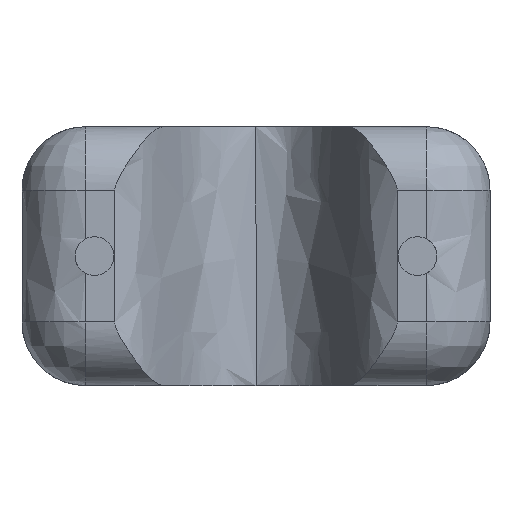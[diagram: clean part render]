
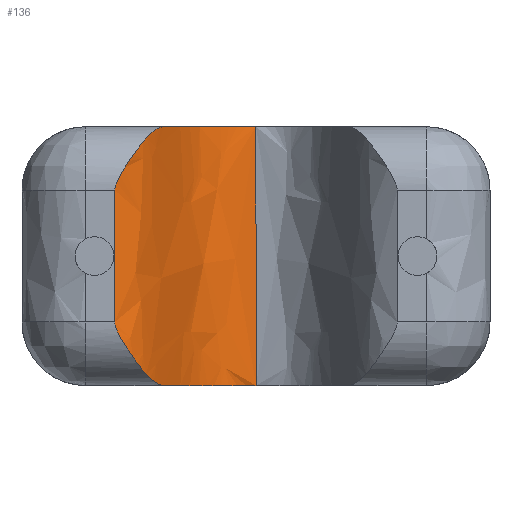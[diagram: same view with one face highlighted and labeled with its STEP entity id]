
A CAD part, front view. The second image highlights one B-rep face of the part: STEP entity #136.
In plain terms, the highlighted free-form (B-spline) face has degree [3, 1] with [4, 2] control points.
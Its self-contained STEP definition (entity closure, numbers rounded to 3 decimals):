
#17 = B_SPLINE_CURVE_WITH_KNOTS ( 'NONE', 3,
 ( #4690, #2483, #3374, #3015, #1561, #798, #778, #4115, #2266, #3734, #435, #1510 ),
 .UNSPECIFIED., .F., .F.,
 ( 4, 2, 2, 2, 2, 4 ),
 ( 0., 0., 0.001, 0.001, 0.002, 0.002 ),
 .UNSPECIFIED. ) ;
#95 = CARTESIAN_POINT ( 'NONE',  ( 1.46, 0., 10. ) ) ;
#136 = ADVANCED_FACE ( 'NONE', ( #2086 ), #1863, .T. ) ;
#317 = LINE ( 'NONE', #95, #3988 ) ;
#327 = VERTEX_POINT ( 'NONE', #4140 ) ;
#435 = CARTESIAN_POINT ( 'NONE',  ( 1.46, 0., 0.926 ) ) ;
#452 = CARTESIAN_POINT ( 'NONE',  ( 1.786, 0.198, 3.681 ) ) ;
#463 = DIRECTION ( 'NONE',  ( 0., 0., -1. ) ) ;
#490 = VERTEX_POINT ( 'NONE', #1572 ) ;
#721 = VERTEX_POINT ( 'NONE', #4383 ) ;
#778 = CARTESIAN_POINT ( 'NONE',  ( 1.712, 0.128, 0.495 ) ) ;
#798 = CARTESIAN_POINT ( 'NONE',  ( 1.786, 0.198, 0.388 ) ) ;
#811 = CARTESIAN_POINT ( 'NONE',  ( 1.991, 0.488, 3.939 ) ) ;
#827 = CARTESIAN_POINT ( 'NONE',  ( 1.46, 0., 3.07 ) ) ;
#846 = CARTESIAN_POINT ( 'NONE',  ( 1.713, 0.128, 3.576 ) ) ;
#848 = B_SPLINE_CURVE_WITH_KNOTS ( 'NONE', 3,
 ( #2771, #4158, #3468, #2021 ),
 .UNSPECIFIED., .F., .F.,
 ( 4, 4 ),
 ( 0., 0.598 ),
 .UNSPECIFIED. ) ;
#1080 = VERTEX_POINT ( 'NONE', #1269 ) ;
#1103 = EDGE_CURVE ( 'NONE', #490, #721, #848, .T. ) ;
#1186 = B_SPLINE_CURVE_WITH_KNOTS ( 'NONE', 3,
 ( #2847, #1369, #4631, #2036 ),
 .UNSPECIFIED., .F., .F.,
 ( 4, 4 ),
 ( 0., 0.598 ),
 .UNSPECIFIED. ) ;
#1269 = CARTESIAN_POINT ( 'NONE',  ( 1.46, 0., 3.07 ) ) ;
#1369 = CARTESIAN_POINT ( 'NONE',  ( 2.868, 2.54, 0. ) ) ;
#1382 = CARTESIAN_POINT ( 'NONE',  ( 2.347, 0.225, 0. ) ) ;
#1510 = CARTESIAN_POINT ( 'NONE',  ( 1.46, 0., 1. ) ) ;
#1513 = VERTEX_POINT ( 'NONE', #4025 ) ;
#1561 = CARTESIAN_POINT ( 'NONE',  ( 1.926, 0.38, 0.205 ) ) ;
#1572 = CARTESIAN_POINT ( 'NONE',  ( 3.68, 2.54, 4.07 ) ) ;
#1574 = CARTESIAN_POINT ( 'NONE',  ( 1.46, 0., 3.145 ) ) ;
#1657 = EDGE_CURVE ( 'NONE', #1080, #721, #4634, .T. ) ;
#1684 = CARTESIAN_POINT ( 'NONE',  ( 1.46, 0., 4.07 ) ) ;
#1766 = ORIENTED_EDGE ( 'NONE', *, *, #1103, .T. ) ;
#1863 = B_SPLINE_SURFACE_WITH_KNOTS ( 'NONE', 3, 1, ( 
 ( #4309, #2082 ),
 ( #3552, #4252 ),
 ( #3949, #1382 ),
 ( #1684, #3535 ) ),
 .UNSPECIFIED., .F., .F., .F.,
 ( 4, 4 ),
 ( 2, 2 ),
 ( 0., 1. ),
 ( 0., 1. ),
 .UNSPECIFIED. ) ;
#1936 = CARTESIAN_POINT ( 'NONE',  ( 2.119, 0.734, 4.043 ) ) ;
#2021 = CARTESIAN_POINT ( 'NONE',  ( 2.237, 1., 4.07 ) ) ;
#2036 = CARTESIAN_POINT ( 'NONE',  ( 2.237, 1., 0. ) ) ;
#2082 = CARTESIAN_POINT ( 'NONE',  ( 3.68, 2.54, 0. ) ) ;
#2086 = FACE_OUTER_BOUND ( 'NONE', #4542, .T. ) ;
#2087 = DIRECTION ( 'NONE',  ( 0., 0., -1. ) ) ;
#2266 = CARTESIAN_POINT ( 'NONE',  ( 1.562, 0.035, 0.729 ) ) ;
#2313 = CARTESIAN_POINT ( 'NONE',  ( 2.178, 0.865, 4.07 ) ) ;
#2329 = CARTESIAN_POINT ( 'NONE',  ( 2.237, 1., 4.07 ) ) ;
#2465 = VERTEX_POINT ( 'NONE', #3915 ) ;
#2483 = CARTESIAN_POINT ( 'NONE',  ( 2.178, 0.865, 0. ) ) ;
#2665 = CARTESIAN_POINT ( 'NONE',  ( 1.561, 0.035, 3.341 ) ) ;
#2771 = CARTESIAN_POINT ( 'NONE',  ( 3.68, 2.54, 4.07 ) ) ;
#2829 = CARTESIAN_POINT ( 'NONE',  ( 3.68, 2.54, 10. ) ) ;
#2847 = CARTESIAN_POINT ( 'NONE',  ( 3.68, 2.54, 0. ) ) ;
#2885 = VECTOR ( 'NONE', #2087, 1000. ) ;
#2972 = ORIENTED_EDGE ( 'NONE', *, *, #3053, .F. ) ;
#3015 = CARTESIAN_POINT ( 'NONE',  ( 1.992, 0.489, 0.13 ) ) ;
#3031 = CARTESIAN_POINT ( 'NONE',  ( 1.6, 0.054, 3.401 ) ) ;
#3053 = EDGE_CURVE ( 'NONE', #490, #1513, #4453, .T. ) ;
#3183 = EDGE_CURVE ( 'NONE', #327, #2465, #17, .T. ) ;
#3285 = ORIENTED_EDGE ( 'NONE', *, *, #1657, .F. ) ;
#3374 = CARTESIAN_POINT ( 'NONE',  ( 2.118, 0.733, 0.027 ) ) ;
#3412 = CARTESIAN_POINT ( 'NONE',  ( 1.927, 0.381, 3.866 ) ) ;
#3468 = CARTESIAN_POINT ( 'NONE',  ( 2.551, 1.713, 4.07 ) ) ;
#3535 = CARTESIAN_POINT ( 'NONE',  ( 1.46, 0., 0. ) ) ;
#3552 = CARTESIAN_POINT ( 'NONE',  ( 2.322, 2.54, 4.07 ) ) ;
#3734 = CARTESIAN_POINT ( 'NONE',  ( 1.493, 0.008, 0.857 ) ) ;
#3746 = ORIENTED_EDGE ( 'NONE', *, *, #3183, .F. ) ;
#3771 = CARTESIAN_POINT ( 'NONE',  ( 1.493, 0.008, 3.214 ) ) ;
#3915 = CARTESIAN_POINT ( 'NONE',  ( 1.46, 0., 1. ) ) ;
#3949 = CARTESIAN_POINT ( 'NONE',  ( 2.347, 0.225, 4.07 ) ) ;
#3988 = VECTOR ( 'NONE', #463, 1000. ) ;
#4025 = CARTESIAN_POINT ( 'NONE',  ( 3.68, 2.54, 0. ) ) ;
#4115 = CARTESIAN_POINT ( 'NONE',  ( 1.599, 0.054, 0.669 ) ) ;
#4140 = CARTESIAN_POINT ( 'NONE',  ( 2.237, 1., 0. ) ) ;
#4158 = CARTESIAN_POINT ( 'NONE',  ( 2.868, 2.54, 4.07 ) ) ;
#4252 = CARTESIAN_POINT ( 'NONE',  ( 2.322, 2.54, 0. ) ) ;
#4309 = CARTESIAN_POINT ( 'NONE',  ( 3.68, 2.54, 4.07 ) ) ;
#4331 = ORIENTED_EDGE ( 'NONE', *, *, #4434, .T. ) ;
#4383 = CARTESIAN_POINT ( 'NONE',  ( 2.237, 1., 4.07 ) ) ;
#4434 = EDGE_CURVE ( 'NONE', #1080, #2465, #317, .T. ) ;
#4453 = LINE ( 'NONE', #2829, #2885 ) ;
#4542 = EDGE_LOOP ( 'NONE', ( #4566, #2972, #1766, #3285, #4331, #3746 ) ) ;
#4566 = ORIENTED_EDGE ( 'NONE', *, *, #4670, .F. ) ;
#4631 = CARTESIAN_POINT ( 'NONE',  ( 2.551, 1.713, 0. ) ) ;
#4634 = B_SPLINE_CURVE_WITH_KNOTS ( 'NONE', 3,
 ( #827, #1574, #3771, #2665, #3031, #846, #452, #3412, #811, #1936, #2313, #2329 ),
 .UNSPECIFIED., .F., .F.,
 ( 4, 2, 2, 2, 2, 4 ),
 ( 0., 0., 0., 0.001, 0.001, 0.002 ),
 .UNSPECIFIED. ) ;
#4670 = EDGE_CURVE ( 'NONE', #1513, #327, #1186, .T. ) ;
#4690 = CARTESIAN_POINT ( 'NONE',  ( 2.237, 1., 0. ) ) ;
